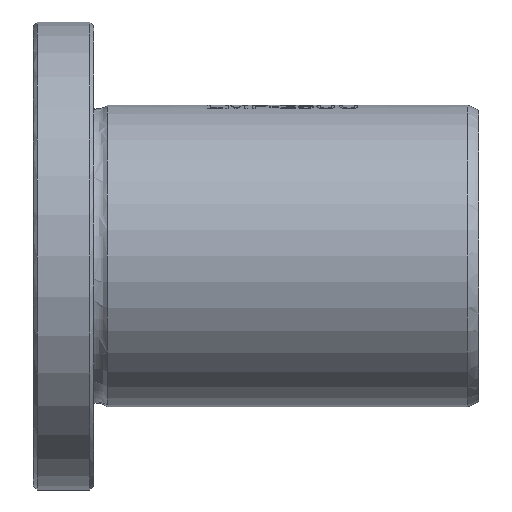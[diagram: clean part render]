
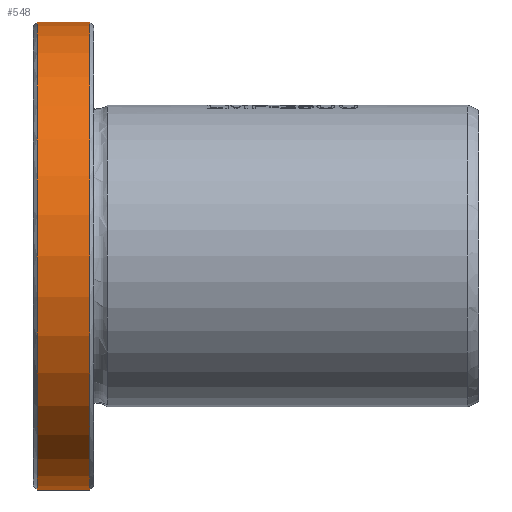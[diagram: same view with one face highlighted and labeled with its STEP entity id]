
A CAD part, front view. The second image highlights one B-rep face of the part: STEP entity #548.
In plain terms, the highlighted cylindrical face has radius 31 mm (diameter 62 mm), a full revolution.
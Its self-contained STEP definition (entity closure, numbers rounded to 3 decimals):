
#496=CYLINDRICAL_SURFACE('',#6282,31.);
#548=ADVANCED_FACE('',(#1203,#1204),#496,.T.);
#1111=CIRCLE('',#6272,31.);
#1112=CIRCLE('',#6273,31.);
#1113=CIRCLE('',#6280,31.);
#1114=CIRCLE('',#6281,31.);
#1203=FACE_BOUND('',#1305,.T.);
#1204=FACE_BOUND('',#1306,.T.);
#1305=EDGE_LOOP('',(#2380,#2381));
#1306=EDGE_LOOP('',(#2382,#2383));
#2380=ORIENTED_EDGE('',*,*,#4660,.T.);
#2381=ORIENTED_EDGE('',*,*,#4661,.T.);
#2382=ORIENTED_EDGE('',*,*,#4670,.F.);
#2383=ORIENTED_EDGE('',*,*,#4671,.F.);
#4066=VERTEX_POINT('',#9486);
#4067=VERTEX_POINT('',#9487);
#4076=VERTEX_POINT('',#9584);
#4077=VERTEX_POINT('',#9585);
#4660=EDGE_CURVE('',#4066,#4067,#1111,.T.);
#4661=EDGE_CURVE('',#4067,#4066,#1112,.T.);
#4670=EDGE_CURVE('',#4076,#4077,#1113,.T.);
#4671=EDGE_CURVE('',#4077,#4076,#1114,.T.);
#6272=AXIS2_PLACEMENT_3D('',#9485,#6789,#6790);
#6273=AXIS2_PLACEMENT_3D('',#9488,#6791,#6792);
#6280=AXIS2_PLACEMENT_3D('',#9583,#6805,#6806);
#6281=AXIS2_PLACEMENT_3D('',#9586,#6807,#6808);
#6282=AXIS2_PLACEMENT_3D('',#9587,#6809,#6810);
#6789=DIRECTION('',(1.,0.,0.));
#6790=DIRECTION('',(0.,0.,-1.));
#6791=DIRECTION('',(1.,0.,0.));
#6792=DIRECTION('',(0.,0.,-1.));
#6805=DIRECTION('',(1.,0.,0.));
#6806=DIRECTION('',(0.,0.,1.));
#6807=DIRECTION('',(1.,0.,0.));
#6808=DIRECTION('',(0.,0.,1.));
#6809=DIRECTION('',(1.,0.,0.));
#6810=DIRECTION('',(0.,0.,-1.));
#9485=CARTESIAN_POINT('',(0.5,0.,0.));
#9486=CARTESIAN_POINT('',(0.5,0.,-31.));
#9487=CARTESIAN_POINT('',(0.5,0.,31.));
#9488=CARTESIAN_POINT('',(0.5,0.,0.));
#9583=CARTESIAN_POINT('',(7.5,0.,0.));
#9584=CARTESIAN_POINT('',(7.5,0.,31.));
#9585=CARTESIAN_POINT('',(7.5,0.,-31.));
#9586=CARTESIAN_POINT('',(7.5,0.,0.));
#9587=CARTESIAN_POINT('',(0.5,0.,0.));
